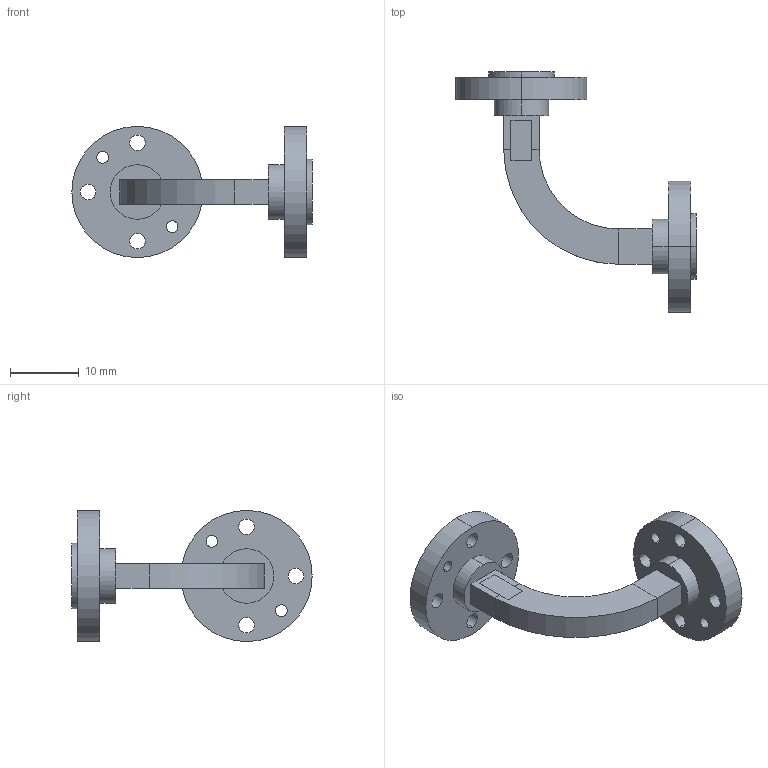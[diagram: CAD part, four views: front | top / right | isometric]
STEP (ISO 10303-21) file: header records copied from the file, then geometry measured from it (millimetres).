
FILE_DESCRIPTION (( 'STEP AP203' ), '1' );
FILE_NAME ('PE-W15B002A_3D.STEP', '2022-03-30T21:51:14', ( '' ), ( '' ), 'SwSTEP 2.0', 'SolidWorks 2021', '' );
FILE_SCHEMA (( 'CONFIG_CONTROL_DESIGN' ));
Length unit declared in the file: inch
Products named in the file (3): PE-W15B002A_FLANGE; PE-W15B002A_3D; PE-W15B002A_WR12
Assembly tree (3 placements, depth 2):
  PE-W15B002A_3D
    PE-W15B002A_WR12
    PE-W15B002A_FLANGE  x2
Bounding box: 34.92 x 34.92 x 19.05 mm (x, y, z)
Volume: 2333.6 mm3; surface area: 2921.8 mm2
Topology: 3 solids, 3 shells, 95 faces, 227 edges, 146 vertices
Faces by surface type: cylinder 48, plane 47
Entity records: 2182 total; most frequent: DIRECTION 339, CARTESIAN_POINT 312, ORIENTED_EDGE 298, EDGE_CURVE 149, AXIS2_PLACEMENT_3D 121, VECTOR 97, LINE 97, VERTEX_POINT 94
